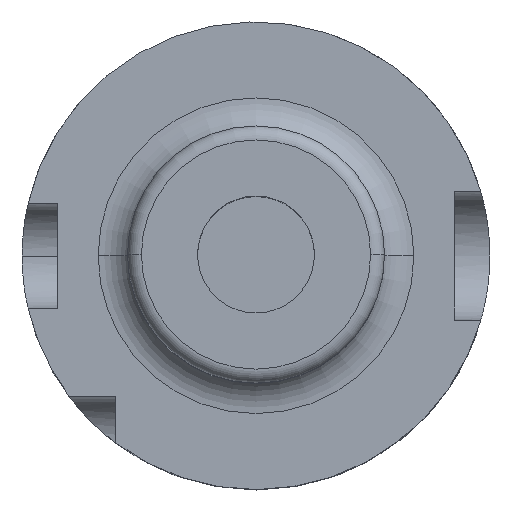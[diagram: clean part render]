
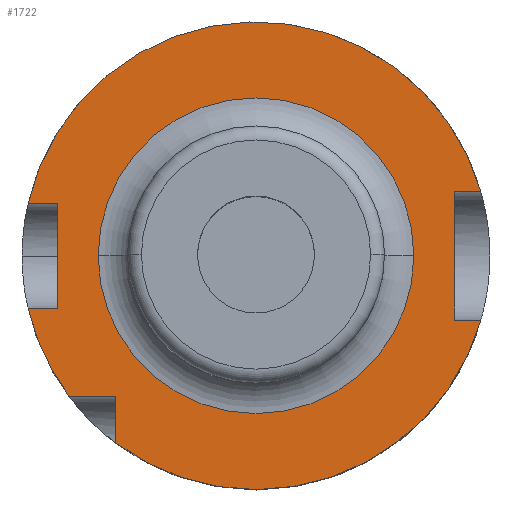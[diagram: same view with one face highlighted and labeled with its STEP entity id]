
A CAD part, top view. The second image highlights one B-rep face of the part: STEP entity #1722.
In plain terms, the highlighted planar face has unit normal (0, 0, 1).
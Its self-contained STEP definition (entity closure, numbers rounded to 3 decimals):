
#6 = DIRECTION ( 'NONE',  ( -1., 0., 0. ) ) ;
#37 = CARTESIAN_POINT ( 'NONE',  ( 0., 0., 20. ) ) ;
#82 = ORIENTED_EDGE ( 'NONE', *, *, #1581, .T. ) ;
#83 = EDGE_CURVE ( 'NONE', #1852, #3256, #573, .T. ) ;
#96 = EDGE_CURVE ( 'NONE', #1797, #335, #1822, .T. ) ;
#109 = CARTESIAN_POINT ( 'NONE',  ( -17., 4.5, 20. ) ) ;
#115 = VECTOR ( 'NONE', #809, 1000. ) ;
#160 = AXIS2_PLACEMENT_3D ( 'NONE', #2883, #1353, #3161 ) ;
#161 = EDGE_CURVE ( 'NONE', #1852, #1797, #528, .T. ) ;
#167 = CARTESIAN_POINT ( 'NONE',  ( -19.487, 4.5, 20. ) ) ;
#225 = EDGE_CURVE ( 'NONE', #1513, #335, #448, .T. ) ;
#270 = VERTEX_POINT ( 'NONE', #2577 ) ;
#297 = CARTESIAN_POINT ( 'NONE',  ( 0., 0., 20. ) ) ;
#298 = AXIS2_PLACEMENT_3D ( 'NONE', #1583, #1533, #2557 ) ;
#305 = VECTOR ( 'NONE', #619, 1000. ) ;
#307 = CARTESIAN_POINT ( 'NONE',  ( -17., 4.5, 20. ) ) ;
#335 = VERTEX_POINT ( 'NONE', #2819 ) ;
#340 = EDGE_CURVE ( 'NONE', #393, #2832, #813, .T. ) ;
#346 = CARTESIAN_POINT ( 'NONE',  ( -16., -12., 20. ) ) ;
#354 = DIRECTION ( 'NONE',  ( 0., 0., -1. ) ) ;
#393 = VERTEX_POINT ( 'NONE', #3119 ) ;
#413 = VERTEX_POINT ( 'NONE', #307 ) ;
#419 = ORIENTED_EDGE ( 'NONE', *, *, #340, .F. ) ;
#437 = LINE ( 'NONE', #109, #1015 ) ;
#448 = CIRCLE ( 'NONE', #160, 20. ) ;
#461 = DIRECTION ( 'NONE',  ( 1., 0., 0. ) ) ;
#477 = FACE_OUTER_BOUND ( 'NONE', #2728, .T. ) ;
#478 = EDGE_CURVE ( 'NONE', #3256, #2837, #2936, .T. ) ;
#499 = DIRECTION ( 'NONE',  ( -1., 0., 0. ) ) ;
#528 = LINE ( 'NONE', #791, #115 ) ;
#534 = CARTESIAN_POINT ( 'NONE',  ( -12., -12., 20. ) ) ;
#538 = CARTESIAN_POINT ( 'NONE',  ( -19.487, -4.5, 20. ) ) ;
#573 = CIRCLE ( 'NONE', #298, 20. ) ;
#619 = DIRECTION ( 'NONE',  ( 0., -1., 0. ) ) ;
#645 = AXIS2_PLACEMENT_3D ( 'NONE', #2809, #2040, #499 ) ;
#791 = CARTESIAN_POINT ( 'NONE',  ( -22., -12., 20. ) ) ;
#809 = DIRECTION ( 'NONE',  ( 1., 0., 0. ) ) ;
#813 = LINE ( 'NONE', #3325, #3105 ) ;
#828 = DIRECTION ( 'NONE',  ( 1., 0., 0. ) ) ;
#848 = CARTESIAN_POINT ( 'NONE',  ( -17., -4.5, 20. ) ) ;
#858 = DIRECTION ( 'NONE',  ( -1., 0., 0. ) ) ;
#911 = ORIENTED_EDGE ( 'NONE', *, *, #1756, .F. ) ;
#918 = CARTESIAN_POINT ( 'NONE',  ( -12., -12., 20. ) ) ;
#952 = CARTESIAN_POINT ( 'NONE',  ( 17., -5.5, 20. ) ) ;
#1015 = VECTOR ( 'NONE', #1896, 1000. ) ;
#1093 = CIRCLE ( 'NONE', #2483, 13.5 ) ;
#1190 = EDGE_CURVE ( 'NONE', #3009, #413, #2026, .T. ) ;
#1231 = EDGE_CURVE ( 'NONE', #3009, #393, #1338, .T. ) ;
#1294 = DIRECTION ( 'NONE',  ( -1., 0., 0. ) ) ;
#1338 = CIRCLE ( 'NONE', #2488, 20. ) ;
#1353 = DIRECTION ( 'NONE',  ( 0., 0., -1. ) ) ;
#1397 = ORIENTED_EDGE ( 'NONE', *, *, #225, .F. ) ;
#1422 = CARTESIAN_POINT ( 'NONE',  ( 17., 5.5, 20. ) ) ;
#1513 = VERTEX_POINT ( 'NONE', #2335 ) ;
#1533 = DIRECTION ( 'NONE',  ( 0., 0., -1. ) ) ;
#1579 = CARTESIAN_POINT ( 'NONE',  ( -27., -4.5, 20. ) ) ;
#1581 = EDGE_CURVE ( 'NONE', #1513, #2561, #2882, .T. ) ;
#1583 = CARTESIAN_POINT ( 'NONE',  ( 0., 0., 20. ) ) ;
#1653 = ORIENTED_EDGE ( 'NONE', *, *, #3280, .T. ) ;
#1665 = ORIENTED_EDGE ( 'NONE', *, *, #1231, .F. ) ;
#1683 = ORIENTED_EDGE ( 'NONE', *, *, #478, .F. ) ;
#1696 = ORIENTED_EDGE ( 'NONE', *, *, #2948, .T. ) ;
#1717 = LINE ( 'NONE', #1422, #305 ) ;
#1719 = ORIENTED_EDGE ( 'NONE', *, *, #161, .T. ) ;
#1722 = ADVANCED_FACE ( 'NONE', ( #3134, #477 ), #1783, .F. ) ;
#1739 = CARTESIAN_POINT ( 'NONE',  ( -27., 4.5, 20. ) ) ;
#1756 = EDGE_CURVE ( 'NONE', #2832, #2561, #1717, .T. ) ;
#1783 = PLANE ( 'NONE',  #645 ) ;
#1797 = VERTEX_POINT ( 'NONE', #918 ) ;
#1808 = ORIENTED_EDGE ( 'NONE', *, *, #1190, .T. ) ;
#1822 = LINE ( 'NONE', #534, #2063 ) ;
#1833 = DIRECTION ( 'NONE',  ( 0., -1., 0. ) ) ;
#1852 = VERTEX_POINT ( 'NONE', #346 ) ;
#1880 = ORIENTED_EDGE ( 'NONE', *, *, #83, .F. ) ;
#1889 = DIRECTION ( 'NONE',  ( 0., 0., -1. ) ) ;
#1896 = DIRECTION ( 'NONE',  ( 0., -1., 0. ) ) ;
#2026 = LINE ( 'NONE', #1739, #3200 ) ;
#2040 = DIRECTION ( 'NONE',  ( 0., 0., -1. ) ) ;
#2063 = VECTOR ( 'NONE', #1833, 1000. ) ;
#2135 = VERTEX_POINT ( 'NONE', #3129 ) ;
#2219 = CIRCLE ( 'NONE', #2385, 13.5 ) ;
#2335 = CARTESIAN_POINT ( 'NONE',  ( 19.229, -5.5, 20. ) ) ;
#2342 = CARTESIAN_POINT ( 'NONE',  ( 17., 5.5, 20. ) ) ;
#2385 = AXIS2_PLACEMENT_3D ( 'NONE', #2641, #354, #3186 ) ;
#2394 = DIRECTION ( 'NONE',  ( 0., 0., -1. ) ) ;
#2483 = AXIS2_PLACEMENT_3D ( 'NONE', #37, #1889, #2872 ) ;
#2488 = AXIS2_PLACEMENT_3D ( 'NONE', #297, #2394, #858 ) ;
#2557 = DIRECTION ( 'NONE',  ( -1., 0., 0. ) ) ;
#2561 = VERTEX_POINT ( 'NONE', #952 ) ;
#2577 = CARTESIAN_POINT ( 'NONE',  ( -13.5, 0., 20. ) ) ;
#2614 = VECTOR ( 'NONE', #828, 1000. ) ;
#2641 = CARTESIAN_POINT ( 'NONE',  ( 0., 0., 20. ) ) ;
#2690 = EDGE_LOOP ( 'NONE', ( #3063, #1653 ) ) ;
#2728 = EDGE_LOOP ( 'NONE', ( #1880, #1719, #2991, #1397, #82, #911, #419, #1665, #1808, #1696, #1683 ) ) ;
#2809 = CARTESIAN_POINT ( 'NONE',  ( 0., 20., 20. ) ) ;
#2819 = CARTESIAN_POINT ( 'NONE',  ( -12., -16., 20. ) ) ;
#2832 = VERTEX_POINT ( 'NONE', #2342 ) ;
#2837 = VERTEX_POINT ( 'NONE', #848 ) ;
#2872 = DIRECTION ( 'NONE',  ( -1., 0., 0. ) ) ;
#2882 = LINE ( 'NONE', #3349, #3335 ) ;
#2883 = CARTESIAN_POINT ( 'NONE',  ( 0., 0., 20. ) ) ;
#2900 = EDGE_CURVE ( 'NONE', #270, #2135, #2219, .T. ) ;
#2936 = LINE ( 'NONE', #1579, #2614 ) ;
#2948 = EDGE_CURVE ( 'NONE', #413, #2837, #437, .T. ) ;
#2991 = ORIENTED_EDGE ( 'NONE', *, *, #96, .T. ) ;
#3009 = VERTEX_POINT ( 'NONE', #167 ) ;
#3063 = ORIENTED_EDGE ( 'NONE', *, *, #2900, .T. ) ;
#3105 = VECTOR ( 'NONE', #6, 1000. ) ;
#3119 = CARTESIAN_POINT ( 'NONE',  ( 19.229, 5.5, 20. ) ) ;
#3129 = CARTESIAN_POINT ( 'NONE',  ( 13.5, 0., 20. ) ) ;
#3134 = FACE_BOUND ( 'NONE', #2690, .T. ) ;
#3161 = DIRECTION ( 'NONE',  ( -1., 0., 0. ) ) ;
#3186 = DIRECTION ( 'NONE',  ( -1., 0., 0. ) ) ;
#3200 = VECTOR ( 'NONE', #461, 1000. ) ;
#3256 = VERTEX_POINT ( 'NONE', #538 ) ;
#3280 = EDGE_CURVE ( 'NONE', #2135, #270, #1093, .T. ) ;
#3325 = CARTESIAN_POINT ( 'NONE',  ( 27., 5.5, 20. ) ) ;
#3335 = VECTOR ( 'NONE', #1294, 1000. ) ;
#3349 = CARTESIAN_POINT ( 'NONE',  ( 27., -5.5, 20. ) ) ;
